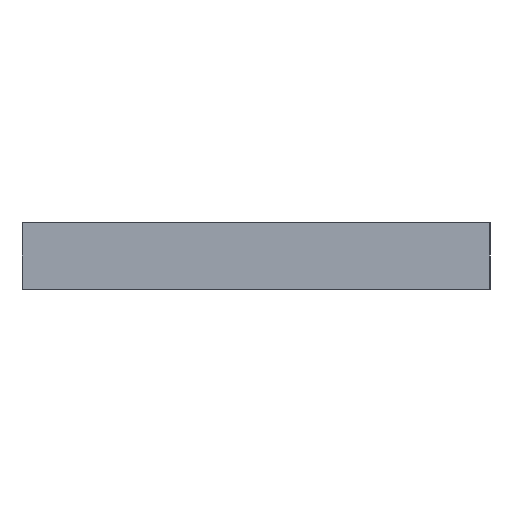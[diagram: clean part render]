
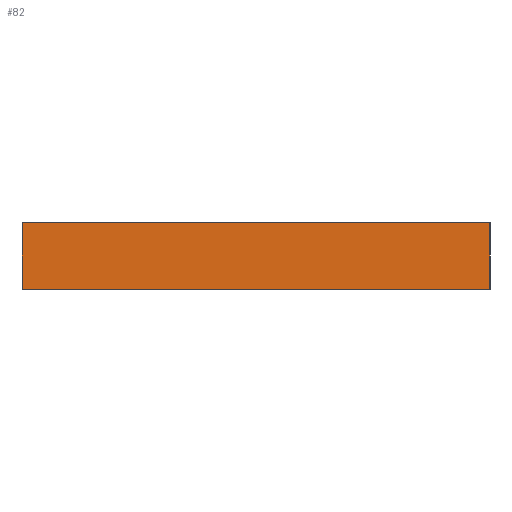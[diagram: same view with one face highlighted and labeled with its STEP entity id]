
A CAD part, left-side view. The second image highlights one B-rep face of the part: STEP entity #82.
In plain terms, the highlighted planar face has unit normal (-1, 0, 0).
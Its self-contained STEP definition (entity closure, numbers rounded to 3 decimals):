
#82=ADVANCED_FACE('',(#100),#101,.F.);
#100=FACE_OUTER_BOUND('',#120,.T.);
#101=PLANE('',#121);
#120=EDGE_LOOP('',(#183,#184,#185,#186));
#121=AXIS2_PLACEMENT_3D('',#187,#188,#189);
#183=ORIENTED_EDGE('',*,*,#220,.T.);
#184=ORIENTED_EDGE('',*,*,#224,.F.);
#185=ORIENTED_EDGE('',*,*,#225,.F.);
#186=ORIENTED_EDGE('',*,*,#215,.F.);
#187=CARTESIAN_POINT('',(-87.0,35.0,5.0));
#188=DIRECTION('',(1.0,0.0,0.0));
#189=DIRECTION('',(0.0,0.0,-1.0));
#215=EDGE_CURVE('',#246,#248,#249,.T.);
#220=EDGE_CURVE('',#246,#255,#257,.T.);
#224=EDGE_CURVE('',#262,#255,#264,.T.);
#225=EDGE_CURVE('',#248,#262,#265,.T.);
#246=VERTEX_POINT('',#296);
#248=VERTEX_POINT('',#299);
#249=LINE('',#300,#301);
#255=VERTEX_POINT('',#310);
#257=LINE('',#313,#314);
#262=VERTEX_POINT('',#321);
#264=LINE('',#324,#325);
#265=LINE('',#326,#327);
#296=CARTESIAN_POINT('',(-87.0,70.0,10.0));
#299=CARTESIAN_POINT('',(-87.0,0.0,10.0));
#300=CARTESIAN_POINT('',(-87.0,35.0,10.0));
#301=VECTOR('',#343,1.0);
#310=CARTESIAN_POINT('',(-87.0,70.0,0.0));
#313=CARTESIAN_POINT('',(-87.0,70.0,5.0));
#314=VECTOR('',#348,1.0);
#321=CARTESIAN_POINT('',(-87.0,0.0,0.0));
#324=CARTESIAN_POINT('',(-87.0,35.0,0.0));
#325=VECTOR('',#352,1.0);
#326=CARTESIAN_POINT('',(-87.0,0.0,5.0));
#327=VECTOR('',#353,1.0);
#343=DIRECTION('',(0.0,-1.0,0.0));
#348=DIRECTION('',(0.0,0.0,-1.0));
#352=DIRECTION('',(0.0,1.0,0.0));
#353=DIRECTION('',(0.0,0.0,-1.0));
